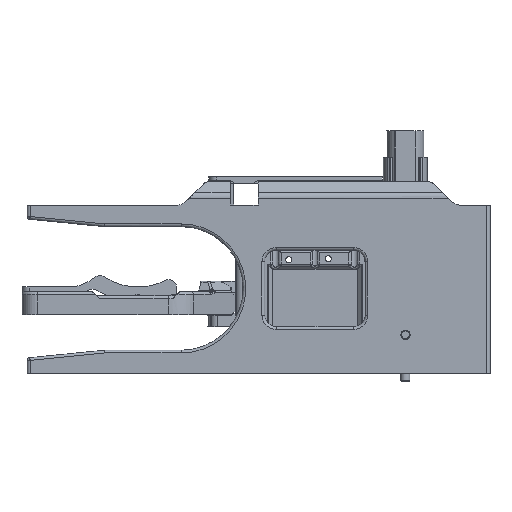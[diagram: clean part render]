
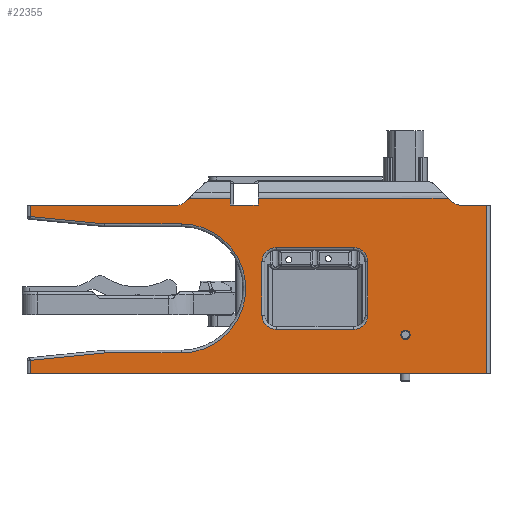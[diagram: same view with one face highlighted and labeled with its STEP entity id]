
A CAD part, front view. The second image highlights one B-rep face of the part: STEP entity #22355.
In plain terms, the highlighted planar face has unit normal (0, -1, 0).
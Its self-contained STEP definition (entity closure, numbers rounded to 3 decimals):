
#753=FACE_BOUND('',#3493,.T.);
#914=PLANE('',#24134);
#2092=FACE_OUTER_BOUND('',#3492,.T.);
#3492=EDGE_LOOP('',(#15780,#15781,#15782,#15783,#15784,#15785,#15786,#15787,
#15788,#15789,#15790,#15791,#15792,#15793,#15794,#15795,#15796,#15797,#15798,
#15799));
#3493=EDGE_LOOP('',(#15800,#15801,#15802,#15803,#15804,#15805,#15806,#15807));
#5036=LINE('',#35019,#6754);
#5039=LINE('',#35028,#6757);
#5040=LINE('',#35037,#6758);
#5043=LINE('',#35046,#6761);
#5044=LINE('',#35079,#6762);
#5046=LINE('',#35085,#6764);
#5047=LINE('',#35087,#6765);
#5048=LINE('',#35089,#6766);
#5049=LINE('',#35091,#6767);
#5050=LINE('',#35095,#6768);
#5051=LINE('',#35097,#6769);
#5052=LINE('',#35099,#6770);
#5053=LINE('',#35101,#6771);
#5054=LINE('',#35103,#6772);
#5055=LINE('',#35105,#6773);
#5056=LINE('',#35107,#6774);
#5057=LINE('',#35110,#6775);
#5058=LINE('',#35113,#6776);
#5059=LINE('',#35117,#6777);
#5060=LINE('',#35121,#6778);
#5061=LINE('',#35125,#6779);
#6754=VECTOR('',#27421,10.);
#6757=VECTOR('',#27430,10.);
#6758=VECTOR('',#27441,10.);
#6761=VECTOR('',#27450,10.);
#6762=VECTOR('',#27459,10.);
#6764=VECTOR('',#27465,10.);
#6765=VECTOR('',#27466,10.);
#6766=VECTOR('',#27467,10.);
#6767=VECTOR('',#27468,10.);
#6768=VECTOR('',#27471,10.);
#6769=VECTOR('',#27472,10.);
#6770=VECTOR('',#27473,10.);
#6771=VECTOR('',#27474,10.);
#6772=VECTOR('',#27475,10.);
#6773=VECTOR('',#27476,10.);
#6774=VECTOR('',#27477,10.);
#6775=VECTOR('',#27480,10.);
#6776=VECTOR('',#27481,10.);
#6777=VECTOR('',#27484,10.);
#6778=VECTOR('',#27487,10.);
#6779=VECTOR('',#27490,10.);
#8494=CIRCLE('',#24123,20.875);
#8499=CIRCLE('',#24135,3.75);
#8500=CIRCLE('',#24136,3.75);
#8501=CIRCLE('',#24137,4.625);
#8502=CIRCLE('',#24138,4.625);
#8503=CIRCLE('',#24139,4.625);
#8504=CIRCLE('',#24140,4.625);
#9913=VERTEX_POINT('',#35014);
#9914=VERTEX_POINT('',#35018);
#9917=VERTEX_POINT('',#35026);
#9919=VERTEX_POINT('',#35031);
#9920=VERTEX_POINT('',#35036);
#9923=VERTEX_POINT('',#35044);
#9926=VERTEX_POINT('',#35078);
#9928=VERTEX_POINT('',#35084);
#9929=VERTEX_POINT('',#35086);
#9930=VERTEX_POINT('',#35088);
#9931=VERTEX_POINT('',#35090);
#9932=VERTEX_POINT('',#35092);
#9933=VERTEX_POINT('',#35094);
#9934=VERTEX_POINT('',#35096);
#9935=VERTEX_POINT('',#35098);
#9936=VERTEX_POINT('',#35100);
#9937=VERTEX_POINT('',#35102);
#9938=VERTEX_POINT('',#35104);
#9939=VERTEX_POINT('',#35106);
#9940=VERTEX_POINT('',#35108);
#9941=VERTEX_POINT('',#35111);
#9942=VERTEX_POINT('',#35112);
#9943=VERTEX_POINT('',#35114);
#9944=VERTEX_POINT('',#35116);
#9945=VERTEX_POINT('',#35118);
#9946=VERTEX_POINT('',#35120);
#9947=VERTEX_POINT('',#35122);
#9948=VERTEX_POINT('',#35124);
#12124=EDGE_CURVE('',#9914,#9913,#5036,.T.);
#12129=EDGE_CURVE('',#9917,#9914,#5039,.T.);
#12131=EDGE_CURVE('',#9919,#9917,#8494,.T.);
#12133=EDGE_CURVE('',#9920,#9919,#5040,.T.);
#12138=EDGE_CURVE('',#9923,#9920,#5043,.T.);
#12142=EDGE_CURVE('',#9913,#9926,#5044,.T.);
#12145=EDGE_CURVE('',#9928,#9923,#5046,.T.);
#12146=EDGE_CURVE('',#9929,#9928,#5047,.T.);
#12147=EDGE_CURVE('',#9929,#9930,#5048,.T.);
#12148=EDGE_CURVE('',#9930,#9931,#5049,.T.);
#12149=EDGE_CURVE('',#9932,#9931,#8499,.T.);
#12150=EDGE_CURVE('',#9933,#9932,#5050,.T.);
#12151=EDGE_CURVE('',#9934,#9933,#5051,.T.);
#12152=EDGE_CURVE('',#9935,#9934,#5052,.T.);
#12153=EDGE_CURVE('',#9935,#9936,#5053,.T.);
#12154=EDGE_CURVE('',#9936,#9937,#5054,.T.);
#12155=EDGE_CURVE('',#9938,#9937,#5055,.T.);
#12156=EDGE_CURVE('',#9939,#9938,#5056,.T.);
#12157=EDGE_CURVE('',#9940,#9939,#8500,.T.);
#12158=EDGE_CURVE('',#9940,#9926,#5057,.T.);
#12159=EDGE_CURVE('',#9941,#9942,#5058,.T.);
#12160=EDGE_CURVE('',#9943,#9941,#8501,.T.);
#12161=EDGE_CURVE('',#9944,#9943,#5059,.T.);
#12162=EDGE_CURVE('',#9945,#9944,#8502,.T.);
#12163=EDGE_CURVE('',#9946,#9945,#5060,.T.);
#12164=EDGE_CURVE('',#9947,#9946,#8503,.T.);
#12165=EDGE_CURVE('',#9948,#9947,#5061,.T.);
#12166=EDGE_CURVE('',#9942,#9948,#8504,.T.);
#15780=ORIENTED_EDGE('',*,*,#12124,.F.);
#15781=ORIENTED_EDGE('',*,*,#12129,.F.);
#15782=ORIENTED_EDGE('',*,*,#12131,.F.);
#15783=ORIENTED_EDGE('',*,*,#12133,.F.);
#15784=ORIENTED_EDGE('',*,*,#12138,.F.);
#15785=ORIENTED_EDGE('',*,*,#12145,.F.);
#15786=ORIENTED_EDGE('',*,*,#12146,.F.);
#15787=ORIENTED_EDGE('',*,*,#12147,.T.);
#15788=ORIENTED_EDGE('',*,*,#12148,.T.);
#15789=ORIENTED_EDGE('',*,*,#12149,.F.);
#15790=ORIENTED_EDGE('',*,*,#12150,.F.);
#15791=ORIENTED_EDGE('',*,*,#12151,.F.);
#15792=ORIENTED_EDGE('',*,*,#12152,.F.);
#15793=ORIENTED_EDGE('',*,*,#12153,.T.);
#15794=ORIENTED_EDGE('',*,*,#12154,.T.);
#15795=ORIENTED_EDGE('',*,*,#12155,.F.);
#15796=ORIENTED_EDGE('',*,*,#12156,.F.);
#15797=ORIENTED_EDGE('',*,*,#12157,.F.);
#15798=ORIENTED_EDGE('',*,*,#12158,.T.);
#15799=ORIENTED_EDGE('',*,*,#12142,.F.);
#15800=ORIENTED_EDGE('',*,*,#12159,.F.);
#15801=ORIENTED_EDGE('',*,*,#12160,.F.);
#15802=ORIENTED_EDGE('',*,*,#12161,.F.);
#15803=ORIENTED_EDGE('',*,*,#12162,.F.);
#15804=ORIENTED_EDGE('',*,*,#12163,.F.);
#15805=ORIENTED_EDGE('',*,*,#12164,.F.);
#15806=ORIENTED_EDGE('',*,*,#12165,.F.);
#15807=ORIENTED_EDGE('',*,*,#12166,.F.);
#22355=ADVANCED_FACE('',(#2092,#753),#914,.T.);
#24123=AXIS2_PLACEMENT_3D('',#35033,#27435,#27436);
#24134=AXIS2_PLACEMENT_3D('',#35083,#27463,#27464);
#24135=AXIS2_PLACEMENT_3D('',#35093,#27469,#27470);
#24136=AXIS2_PLACEMENT_3D('',#35109,#27478,#27479);
#24137=AXIS2_PLACEMENT_3D('',#35115,#27482,#27483);
#24138=AXIS2_PLACEMENT_3D('',#35119,#27485,#27486);
#24139=AXIS2_PLACEMENT_3D('',#35123,#27488,#27489);
#24140=AXIS2_PLACEMENT_3D('',#35126,#27491,#27492);
#27421=DIRECTION('',(-0.995,0.,0.1));
#27430=DIRECTION('',(-1.,0.,0.));
#27435=DIRECTION('center_axis',(0.,-1.,0.));
#27436=DIRECTION('ref_axis',(1.,0.,0.));
#27441=DIRECTION('',(1.,0.,0.));
#27450=DIRECTION('',(0.995,0.,0.1));
#27459=DIRECTION('',(0.,0.,1.));
#27463=DIRECTION('center_axis',(0.,-1.,0.));
#27464=DIRECTION('ref_axis',(1.,0.,0.));
#27465=DIRECTION('',(0.,0.,1.));
#27466=DIRECTION('',(-1.,0.,0.));
#27467=DIRECTION('',(0.,0.,1.));
#27468=DIRECTION('',(-1.,0.,0.));
#27469=DIRECTION('center_axis',(0.,-1.,0.));
#27470=DIRECTION('ref_axis',(-0.383,0.,-0.924));
#27471=DIRECTION('',(0.707,0.,-0.707));
#27472=DIRECTION('',(1.,0.,0.));
#27473=DIRECTION('',(0.,0.,1.));
#27474=DIRECTION('',(-1.,0.,0.));
#27475=DIRECTION('',(0.,0.,1.));
#27476=DIRECTION('',(1.,0.,0.));
#27477=DIRECTION('',(0.707,0.,0.707));
#27478=DIRECTION('center_axis',(0.,-1.,0.));
#27479=DIRECTION('ref_axis',(0.383,0.,-0.924));
#27480=DIRECTION('',(-1.,0.,0.));
#27481=DIRECTION('',(-1.,0.,0.));
#27482=DIRECTION('center_axis',(0.,-1.,0.));
#27483=DIRECTION('ref_axis',(0.707,0.,0.707));
#27484=DIRECTION('',(0.,0.,1.));
#27485=DIRECTION('center_axis',(0.,-1.,0.));
#27486=DIRECTION('ref_axis',(0.707,0.,-0.707));
#27487=DIRECTION('',(1.,0.,0.));
#27488=DIRECTION('center_axis',(0.,-1.,0.));
#27489=DIRECTION('ref_axis',(-0.707,0.,-0.707));
#27490=DIRECTION('',(0.,0.,-1.));
#27491=DIRECTION('center_axis',(0.,-1.,0.));
#27492=DIRECTION('ref_axis',(-0.707,0.,0.707));
#35014=CARTESIAN_POINT('',(-144.875,-3.925,48.279));
#35018=CARTESIAN_POINT('',(-120.881,-3.925,45.875));
#35019=CARTESIAN_POINT('',(-130.462,-3.925,46.835));
#35026=CARTESIAN_POINT('',(-95.975,-3.925,45.875));
#35028=CARTESIAN_POINT('',(-120.425,-3.925,45.875));
#35031=CARTESIAN_POINT('',(-95.975,-3.925,4.125));
#35033=CARTESIAN_POINT('Origin',(-95.975,-3.925,25.));
#35036=CARTESIAN_POINT('',(-120.881,-3.925,4.125));
#35037=CARTESIAN_POINT('',(-132.9,-3.925,4.125));
#35044=CARTESIAN_POINT('',(-144.875,-3.925,1.721));
#35046=CARTESIAN_POINT('',(-145.417,-3.925,1.667));
#35078=CARTESIAN_POINT('',(-144.875,-3.925,52.));
#35079=CARTESIAN_POINT('',(-144.875,-3.925,0.));
#35083=CARTESIAN_POINT('Origin',(-144.875,-3.925,0.));
#35084=CARTESIAN_POINT('',(-144.875,-3.925,-2.5));
#35085=CARTESIAN_POINT('',(-144.875,-3.925,0.));
#35086=CARTESIAN_POINT('',(2.925,-3.925,-2.5));
#35087=CARTESIAN_POINT('',(2.925,-3.925,-2.5));
#35088=CARTESIAN_POINT('',(2.925,-3.925,52.));
#35089=CARTESIAN_POINT('',(2.925,-3.925,0.));
#35090=CARTESIAN_POINT('',(-5.872,-3.925,52.));
#35091=CARTESIAN_POINT('',(-107.925,-3.925,52.));
#35092=CARTESIAN_POINT('',(-8.523,-3.925,53.098));
#35093=CARTESIAN_POINT('Origin',(-5.872,-3.925,55.75));
#35094=CARTESIAN_POINT('',(-9.639,-3.925,54.214));
#35095=CARTESIAN_POINT('',(-30.162,-3.925,74.738));
#35096=CARTESIAN_POINT('',(-71.1,-3.925,54.214));
#35097=CARTESIAN_POINT('',(-114.531,-3.925,54.214));
#35098=CARTESIAN_POINT('',(-71.1,-3.925,52.));
#35099=CARTESIAN_POINT('',(-71.1,-3.925,50.));
#35100=CARTESIAN_POINT('',(-80.1,-3.925,52.));
#35101=CARTESIAN_POINT('',(-107.925,-3.925,52.));
#35102=CARTESIAN_POINT('',(-80.1,-3.925,54.214));
#35103=CARTESIAN_POINT('',(-80.1,-3.925,50.));
#35104=CARTESIAN_POINT('',(-93.386,-3.925,54.214));
#35105=CARTESIAN_POINT('',(-129.681,-3.925,54.214));
#35106=CARTESIAN_POINT('',(-94.502,-3.925,53.098));
#35107=CARTESIAN_POINT('',(-119.544,-3.925,28.056));
#35108=CARTESIAN_POINT('',(-97.153,-3.925,52.));
#35109=CARTESIAN_POINT('Origin',(-97.153,-3.925,55.75));
#35110=CARTESIAN_POINT('',(-107.925,-3.925,52.));
#35111=CARTESIAN_POINT('',(-40.224,-3.925,38.25));
#35112=CARTESIAN_POINT('',(-65.224,-3.925,38.25));
#35113=CARTESIAN_POINT('',(-90.674,-3.925,38.25));
#35114=CARTESIAN_POINT('',(-35.599,-3.925,33.625));
#35115=CARTESIAN_POINT('Origin',(-40.224,-3.925,33.625));
#35116=CARTESIAN_POINT('',(-35.599,-3.925,16.375));
#35117=CARTESIAN_POINT('',(-35.599,-3.925,6.313));
#35118=CARTESIAN_POINT('',(-40.224,-3.925,11.75));
#35119=CARTESIAN_POINT('Origin',(-40.224,-3.925,16.375));
#35120=CARTESIAN_POINT('',(-65.224,-3.925,11.75));
#35121=CARTESIAN_POINT('',(-106.924,-3.925,11.75));
#35122=CARTESIAN_POINT('',(-69.849,-3.925,16.375));
#35123=CARTESIAN_POINT('Origin',(-65.224,-3.925,16.375));
#35124=CARTESIAN_POINT('',(-69.849,-3.925,33.625));
#35125=CARTESIAN_POINT('',(-69.849,-3.925,18.688));
#35126=CARTESIAN_POINT('Origin',(-65.224,-3.925,33.625));
